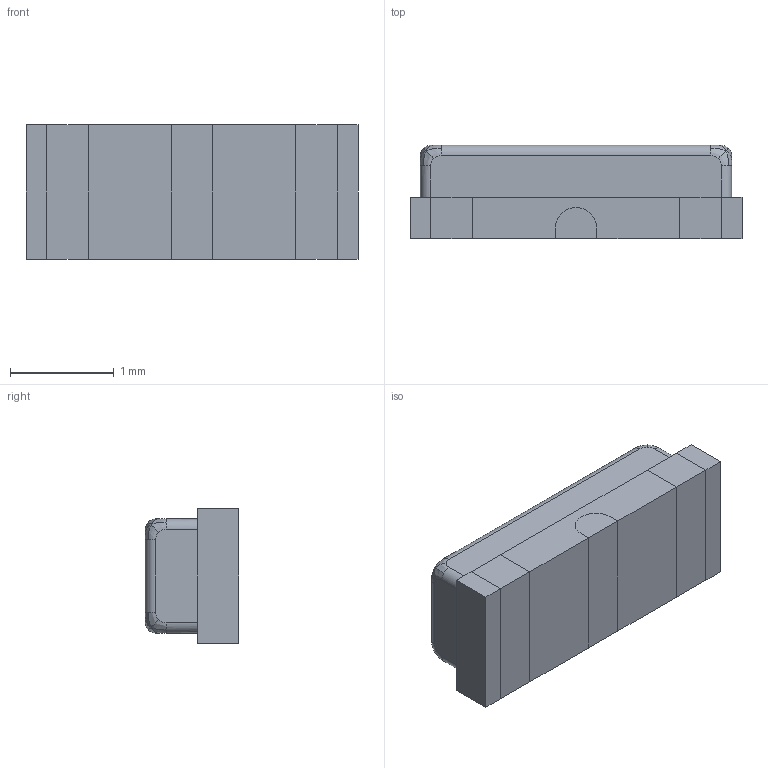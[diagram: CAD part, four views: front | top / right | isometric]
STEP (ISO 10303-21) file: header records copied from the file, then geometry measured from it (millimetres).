
FILE_DESCRIPTION(/* description */ (''),/* implementation_level */ '2;1');
FILE_NAME(/* name */ 'cstce.step',/* time_stamp */ '2019-08-22T12:51:43-07:00',/* author */ (''),/* organization */ (''),/* preprocessor_version */ 'ST-DEVELOPER v18',/* originating_system */ 'Autodesk Translation Framework v8.6.0.1094',/* authorisation */ '');
FILE_SCHEMA (('AUTOMOTIVE_DESIGN { 1 0 10303 214 3 1 1 }'));
Length unit declared in the file: millimetre
Products named in the file (1): (Unsaved)
Bounding box: 3.2 x 0.9 x 1.3 mm (x, y, z)
Volume: 3.3 mm3; surface area: 28.5 mm2
Topology: 7 solids, 7 shells, 78 faces, 180 edges, 116 vertices
Faces by surface type: plane 44, bspline 24, cylinder 10
Entity records: 3092 total; most frequent: CARTESIAN_POINT 1335, ORIENTED_EDGE 360, DIRECTION 322, EDGE_CURVE 180, VERTEX_POINT 116, AXIS2_PLACEMENT_3D 111, LINE 100, VECTOR 100
